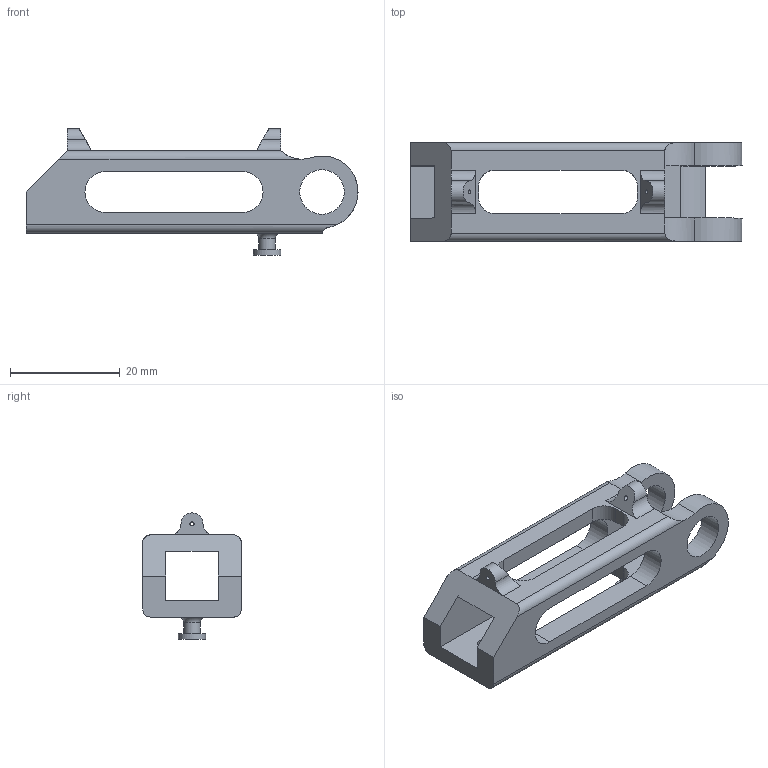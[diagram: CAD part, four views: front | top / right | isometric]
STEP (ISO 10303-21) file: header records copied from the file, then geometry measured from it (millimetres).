
FILE_DESCRIPTION(/* description */ (''),/* implementation_level */ '2;1');
FILE_NAME(/* name */ 'Proximal_phalanx_middle v5.step',/* time_stamp */ '2020-05-04T12:20:28-06:00',/* author */ (''),/* organization */ (''),/* preprocessor_version */ 'ST-DEVELOPER v18.1',/* originating_system */ 'Autodesk Translation Framework v9.2.0.1227',/* authorisation */ '');
FILE_SCHEMA (('AUTOMOTIVE_DESIGN { 1 0 10303 214 3 1 1 }'));
Length unit declared in the file: millimetre
Products named in the file (2): Proximal_phalanx_middle; Component1
Assembly tree (1 placements, depth 2):
  Proximal_phalanx_middle
    Component1
Bounding box: 60.57 x 18 x 23 mm (x, y, z)
Volume: 6118.8 mm3; surface area: 5212.8 mm2
Topology: 1 solids, 1 shells, 68 faces, 192 edges, 125 vertices
Faces by surface type: cylinder 37, plane 30, torus 1
Full cylindrical faces by diameter (mm): 0.75 x2, 2.1 x1, 3 x1, 5 x1, 8.137 x2
Entity records: 2362 total; most frequent: CARTESIAN_POINT 446, DIRECTION 400, ORIENTED_EDGE 384, EDGE_CURVE 192, AXIS2_PLACEMENT_3D 143, VERTEX_POINT 125, LINE 114, VECTOR 114
